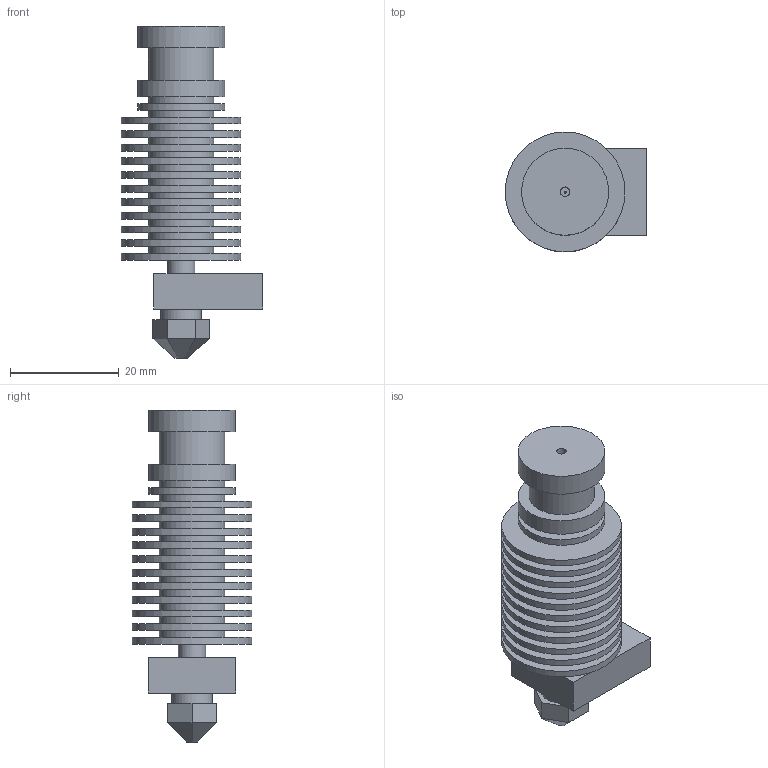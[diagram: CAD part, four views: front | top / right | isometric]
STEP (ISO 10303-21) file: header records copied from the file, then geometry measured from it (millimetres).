
FILE_DESCRIPTION(/* description */ (''),/* implementation_level */ '2;1');
FILE_NAME(/* name */ 'E3D Clone Extruder v3.step',/* time_stamp */ '2020-10-20T11:46:31+02:00',/* author */ (''),/* organization */ (''),/* preprocessor_version */ 'ST-DEVELOPER v18.1',/* originating_system */ 'Autodesk Translation Framework v9.3.0.1241',/* authorisation */ '');
FILE_SCHEMA (('AUTOMOTIVE_DESIGN { 1 0 10303 214 3 1 1 }'));
Length unit declared in the file: millimetre
Products named in the file (1): E3D Clone Extruder
Bounding box: 26 x 22 x 61 mm (x, y, z)
Volume: 11692.5 mm3; surface area: 10432.3 mm2
Topology: 1 solids, 1 shells, 80 faces, 135 edges, 88 vertices
Faces by surface type: plane 49, cylinder 31
Full cylindrical faces by diameter (mm): 0.4 x1, 1.75 x1, 5 x1, 7.5 x1, 12 x13, 16 x3, 22 x11
Entity records: 1930 total; most frequent: DIRECTION 359, CARTESIAN_POINT 304, ORIENTED_EDGE 270, AXIS2_PLACEMENT_3D 143, EDGE_CURVE 135, EDGE_LOOP 113, VERTEX_POINT 88, FACE_OUTER_BOUND 80
